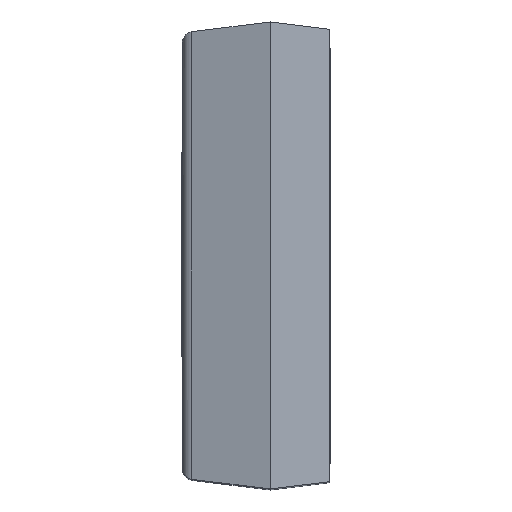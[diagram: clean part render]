
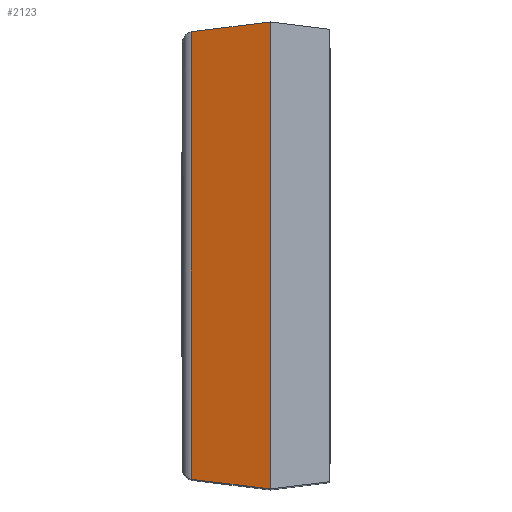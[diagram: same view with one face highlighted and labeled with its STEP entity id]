
A CAD part, top view. The second image highlights one B-rep face of the part: STEP entity #2123.
In plain terms, the highlighted planar face has unit normal (-0.259, 0, 0.966).
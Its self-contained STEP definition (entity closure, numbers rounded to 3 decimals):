
#20=ELLIPSE('',#2304,0.414,0.4);
#21=ELLIPSE('',#2305,0.414,0.4);
#93=PLANE('',#2303);
#198=FACE_OUTER_BOUND('',#325,.T.);
#325=EDGE_LOOP('',(#1688,#1689,#1690,#1691,#1692,#1693));
#490=LINE('',#3300,#715);
#491=LINE('',#3302,#716);
#492=LINE('',#3306,#717);
#493=LINE('',#3309,#718);
#715=VECTOR('',#2690,1.);
#716=VECTOR('',#2691,1.);
#717=VECTOR('',#2694,1.);
#718=VECTOR('',#2697,1.);
#1005=VERTEX_POINT('',#3298);
#1006=VERTEX_POINT('',#3299);
#1007=VERTEX_POINT('',#3301);
#1008=VERTEX_POINT('',#3303);
#1009=VERTEX_POINT('',#3305);
#1010=VERTEX_POINT('',#3307);
#1252=EDGE_CURVE('',#1005,#1006,#490,.T.);
#1253=EDGE_CURVE('',#1005,#1007,#491,.T.);
#1254=EDGE_CURVE('',#1008,#1007,#20,.T.);
#1255=EDGE_CURVE('',#1008,#1009,#492,.T.);
#1256=EDGE_CURVE('',#1010,#1009,#21,.T.);
#1257=EDGE_CURVE('',#1006,#1010,#493,.T.);
#1688=ORIENTED_EDGE('',*,*,#1252,.F.);
#1689=ORIENTED_EDGE('',*,*,#1253,.T.);
#1690=ORIENTED_EDGE('',*,*,#1254,.F.);
#1691=ORIENTED_EDGE('',*,*,#1255,.T.);
#1692=ORIENTED_EDGE('',*,*,#1256,.F.);
#1693=ORIENTED_EDGE('',*,*,#1257,.F.);
#2123=ADVANCED_FACE('',(#198),#93,.T.);
#2303=AXIS2_PLACEMENT_3D('',#3297,#2688,#2689);
#2304=AXIS2_PLACEMENT_3D('',#3304,#2692,#2693);
#2305=AXIS2_PLACEMENT_3D('',#3308,#2695,#2696);
#2688=DIRECTION('center_axis',(-0.259,0.,0.966));
#2689=DIRECTION('ref_axis',(-0.966,0.,-0.259));
#2690=DIRECTION('',(0.,-1.,0.));
#2691=DIRECTION('',(-0.959,-0.118,-0.257));
#2692=DIRECTION('center_axis',(0.259,0.,-0.966));
#2693=DIRECTION('ref_axis',(-0.966,0.,-0.259));
#2694=DIRECTION('',(0.,-1.,0.));
#2695=DIRECTION('center_axis',(0.259,0.,-0.966));
#2696=DIRECTION('ref_axis',(-0.966,0.,-0.259));
#2697=DIRECTION('',(-0.959,0.118,-0.257));
#3297=CARTESIAN_POINT('Origin',(0.69,7.9,25.4));
#3298=CARTESIAN_POINT('',(0.69,7.9,25.4));
#3299=CARTESIAN_POINT('',(0.69,-7.9,25.4));
#3300=CARTESIAN_POINT('',(0.69,7.9,25.4));
#3301=CARTESIAN_POINT('',(-1.939,7.577,24.696));
#3302=CARTESIAN_POINT('',(-1.297,7.656,24.868));
#3303=CARTESIAN_POINT('',(-1.994,7.567,24.681));
#3304=CARTESIAN_POINT('Origin',(-1.89,7.18,24.709));
#3305=CARTESIAN_POINT('',(-1.994,-7.567,24.681));
#3306=CARTESIAN_POINT('',(-1.994,7.9,24.681));
#3307=CARTESIAN_POINT('',(-1.939,-7.577,24.696));
#3308=CARTESIAN_POINT('Origin',(-1.89,-7.18,24.709));
#3309=CARTESIAN_POINT('',(-2.19,-7.546,24.628));
